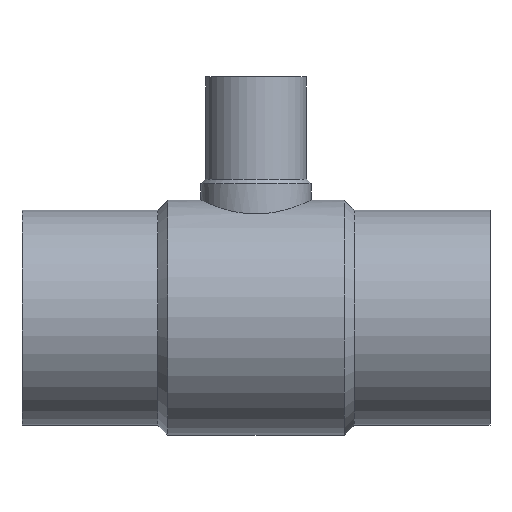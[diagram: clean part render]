
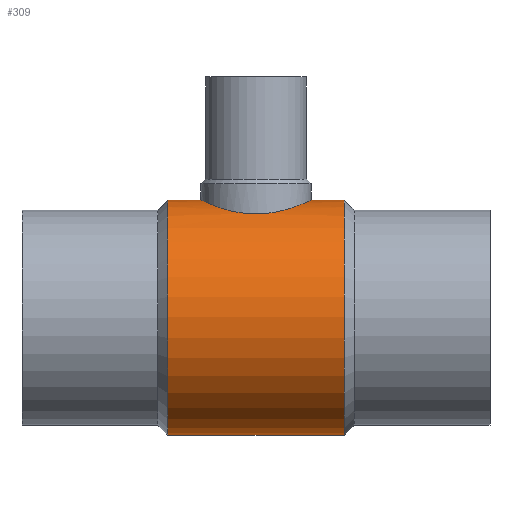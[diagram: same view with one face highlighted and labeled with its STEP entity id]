
A CAD part, top view. The second image highlights one B-rep face of the part: STEP entity #309.
In plain terms, the highlighted cylindrical face has radius 87.3 mm (diameter 174.6 mm), a partial arc.
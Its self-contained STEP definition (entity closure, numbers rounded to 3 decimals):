
#149 = VERTEX_POINT( '', #375 );
#153 = VERTEX_POINT( '', #379 );
#163 = VERTEX_POINT( '', #390 );
#183 = VERTEX_POINT( '', #413 );
#191 = EDGE_CURVE( '', #289, #297, #424, .T. );
#217 = EDGE_CURVE( '', #149, #183, #452, .T. );
#235 = EDGE_CURVE( '', #163, #149, #470, .T. );
#245 = EDGE_CURVE( '', #153, #289, #481, .T. );
#289 = VERTEX_POINT( '', #534 );
#297 = VERTEX_POINT( '', #542 );
#303 = EDGE_CURVE( '', #163, #297, #549, .T. );
#309 = ADVANCED_FACE( '', ( #555 ), #556, .T. );
#325 = EDGE_CURVE( '', #183, #153, #574, .T. );
#375 = CARTESIAN_POINT( '', ( -108.3, -87.3, 0. ) );
#379 = CARTESIAN_POINT( '', ( -133.1, 87.3, 0. ) );
#390 = CARTESIAN_POINT( '', ( -239.7, -87.3, 0. ) );
#413 = CARTESIAN_POINT( '', ( -108.3, 87.3, 0. ) );
#424 = LINE( '', #718, #719 );
#452 = CIRCLE( '', #791, 87.3 );
#470 = LINE( '', #851, #852 );
#481 = B_SPLINE_CURVE_WITH_KNOTS( '', 3, ( #864, #865, #866, #867, #868, #869, #870, #871, #872, #873, #874, #875, #876, #877, #878, #879, #880, #881, #882, #883, #884, #885, #886, #887, #888, #889, #890, #891, #892, #893, #894, #895, #896, #897, #898, #899, #900, #901, #902, #903, #904, #905, #906, #907, #908, #909, #910, #911, #912, #913, #914, #915, #916, #917, #918, #919, #920, #921, #922, #923, #924, #925, #926, #927, #928, #929 ), .UNSPECIFIED., .F., .F., ( 4, 2, 2, 2, 2, 2, 2, 2, 2, 2, 2, 2, 2, 2, 2, 2, 2, 2, 2, 2, 2, 2, 2, 2, 2, 2, 2, 2, 2, 2, 2, 2, 4 ), ( 62.712, 66.628, 70.543, 74.459, 78.374, 82.29, 86.206, 90.121, 94.037, 97.96, 101.884, 105.807, 109.731, 113.654, 117.578, 121.501, 125.425, 129.348, 133.272, 137.195, 141.119, 145.042, 148.966, 152.889, 156.813, 160.728, 164.644, 168.559, 172.475, 176.39, 180.306, 184.221, 188.137 ), .UNSPECIFIED. );
#534 = CARTESIAN_POINT( '', ( -214.9, 87.3, 0. ) );
#542 = CARTESIAN_POINT( '', ( -239.7, 87.3, 0. ) );
#549 = CIRCLE( '', #1112, 87.3 );
#555 = FACE_OUTER_BOUND( '', #1120, .T. );
#556 = CYLINDRICAL_SURFACE( '', #1121, 87.3 );
#574 = LINE( '', #1145, #1146 );
#718 = CARTESIAN_POINT( '', ( -174., 87.3, 0. ) );
#719 = VECTOR( '', #1242, 1. );
#791 = AXIS2_PLACEMENT_3D( '', #1272, #1273, #1274 );
#851 = CARTESIAN_POINT( '', ( -174., -87.3, 0. ) );
#852 = VECTOR( '', #1281, 1. );
#864 = CARTESIAN_POINT( '', ( -133.1, 87.3, 0. ) );
#865 = CARTESIAN_POINT( '', ( -133.1, 87.3, 1.305 ) );
#866 = CARTESIAN_POINT( '', ( -133.163, 87.271, 2.63 ) );
#867 = CARTESIAN_POINT( '', ( -133.422, 87.15, 5.291 ) );
#868 = CARTESIAN_POINT( '', ( -133.618, 87.058, 6.627 ) );
#869 = CARTESIAN_POINT( '', ( -134.145, 86.815, 9.287 ) );
#870 = CARTESIAN_POINT( '', ( -134.477, 86.663, 10.611 ) );
#871 = CARTESIAN_POINT( '', ( -135.272, 86.303, 13.221 ) );
#872 = CARTESIAN_POINT( '', ( -135.735, 86.096, 14.507 ) );
#873 = CARTESIAN_POINT( '', ( -136.785, 85.634, 17.021 ) );
#874 = CARTESIAN_POINT( '', ( -137.372, 85.38, 18.25 ) );
#875 = CARTESIAN_POINT( '', ( -138.659, 84.836, 20.631 ) );
#876 = CARTESIAN_POINT( '', ( -139.358, 84.546, 21.784 ) );
#877 = CARTESIAN_POINT( '', ( -140.853, 83.945, 23.997 ) );
#878 = CARTESIAN_POINT( '', ( -141.648, 83.633, 25.057 ) );
#879 = CARTESIAN_POINT( '', ( -143.313, 83.003, 27.071 ) );
#880 = CARTESIAN_POINT( '', ( -144.184, 82.685, 28.025 ) );
#881 = CARTESIAN_POINT( '', ( -145.977, 82.055, 29.818 ) );
#882 = CARTESIAN_POINT( '', ( -146.932, 81.733, 30.69 ) );
#883 = CARTESIAN_POINT( '', ( -148.948, 81.087, 32.356 ) );
#884 = CARTESIAN_POINT( '', ( -150.008, 80.765, 33.151 ) );
#885 = CARTESIAN_POINT( '', ( -152.221, 80.135, 34.645 ) );
#886 = CARTESIAN_POINT( '', ( -153.373, 79.829, 35.343 ) );
#887 = CARTESIAN_POINT( '', ( -155.752, 79.247, 36.629 ) );
#888 = CARTESIAN_POINT( '', ( -156.98, 78.973, 37.215 ) );
#889 = CARTESIAN_POINT( '', ( -159.491, 78.47, 38.264 ) );
#890 = CARTESIAN_POINT( '', ( -160.776, 78.241, 38.727 ) );
#891 = CARTESIAN_POINT( '', ( -163.384, 77.843, 39.522 ) );
#892 = CARTESIAN_POINT( '', ( -164.707, 77.673, 39.853 ) );
#893 = CARTESIAN_POINT( '', ( -167.366, 77.4, 40.381 ) );
#894 = CARTESIAN_POINT( '', ( -168.703, 77.297, 40.578 ) );
#895 = CARTESIAN_POINT( '', ( -171.366, 77.16, 40.837 ) );
#896 = CARTESIAN_POINT( '', ( -172.692, 77.126, 40.9 ) );
#897 = CARTESIAN_POINT( '', ( -175.308, 77.126, 40.9 ) );
#898 = CARTESIAN_POINT( '', ( -176.634, 77.16, 40.837 ) );
#899 = CARTESIAN_POINT( '', ( -179.297, 77.297, 40.578 ) );
#900 = CARTESIAN_POINT( '', ( -180.634, 77.4, 40.381 ) );
#901 = CARTESIAN_POINT( '', ( -183.293, 77.673, 39.853 ) );
#902 = CARTESIAN_POINT( '', ( -184.616, 77.843, 39.522 ) );
#903 = CARTESIAN_POINT( '', ( -187.224, 78.241, 38.727 ) );
#904 = CARTESIAN_POINT( '', ( -188.509, 78.47, 38.264 ) );
#905 = CARTESIAN_POINT( '', ( -191.02, 78.973, 37.215 ) );
#906 = CARTESIAN_POINT( '', ( -192.248, 79.247, 36.629 ) );
#907 = CARTESIAN_POINT( '', ( -194.627, 79.829, 35.343 ) );
#908 = CARTESIAN_POINT( '', ( -195.779, 80.135, 34.645 ) );
#909 = CARTESIAN_POINT( '', ( -197.992, 80.765, 33.151 ) );
#910 = CARTESIAN_POINT( '', ( -199.052, 81.087, 32.356 ) );
#911 = CARTESIAN_POINT( '', ( -201.068, 81.733, 30.69 ) );
#912 = CARTESIAN_POINT( '', ( -202.023, 82.055, 29.818 ) );
#913 = CARTESIAN_POINT( '', ( -203.816, 82.685, 28.025 ) );
#914 = CARTESIAN_POINT( '', ( -204.687, 83.003, 27.071 ) );
#915 = CARTESIAN_POINT( '', ( -206.352, 83.633, 25.057 ) );
#916 = CARTESIAN_POINT( '', ( -207.147, 83.945, 23.997 ) );
#917 = CARTESIAN_POINT( '', ( -208.642, 84.546, 21.784 ) );
#918 = CARTESIAN_POINT( '', ( -209.341, 84.836, 20.631 ) );
#919 = CARTESIAN_POINT( '', ( -210.628, 85.38, 18.25 ) );
#920 = CARTESIAN_POINT( '', ( -211.215, 85.634, 17.021 ) );
#921 = CARTESIAN_POINT( '', ( -212.265, 86.096, 14.507 ) );
#922 = CARTESIAN_POINT( '', ( -212.728, 86.303, 13.221 ) );
#923 = CARTESIAN_POINT( '', ( -213.523, 86.663, 10.611 ) );
#924 = CARTESIAN_POINT( '', ( -213.855, 86.815, 9.287 ) );
#925 = CARTESIAN_POINT( '', ( -214.382, 87.058, 6.627 ) );
#926 = CARTESIAN_POINT( '', ( -214.578, 87.15, 5.291 ) );
#927 = CARTESIAN_POINT( '', ( -214.837, 87.271, 2.63 ) );
#928 = CARTESIAN_POINT( '', ( -214.9, 87.3, 1.305 ) );
#929 = CARTESIAN_POINT( '', ( -214.9, 87.3, 0. ) );
#1112 = AXIS2_PLACEMENT_3D( '', #1381, #1382, #1383 );
#1120 = EDGE_LOOP( '', ( #1391, #1392, #1393, #1394, #1395, #1396 ) );
#1121 = AXIS2_PLACEMENT_3D( '', #1397, #1398, #1399 );
#1145 = CARTESIAN_POINT( '', ( -174., 87.3, 0. ) );
#1146 = VECTOR( '', #1424, 1. );
#1242 = DIRECTION( '', ( -1., 0., 0. ) );
#1272 = CARTESIAN_POINT( '', ( -108.3, 0., 0. ) );
#1273 = DIRECTION( '', ( -1., 0., 0. ) );
#1274 = DIRECTION( '', ( 0., 1., 0. ) );
#1281 = DIRECTION( '', ( 1., 0., 0. ) );
#1381 = CARTESIAN_POINT( '', ( -239.7, 0., 0. ) );
#1382 = DIRECTION( '', ( -1., 0., 0. ) );
#1383 = DIRECTION( '', ( 0., 1., 0. ) );
#1391 = ORIENTED_EDGE( '', *, *, #325, .T. );
#1392 = ORIENTED_EDGE( '', *, *, #245, .T. );
#1393 = ORIENTED_EDGE( '', *, *, #191, .T. );
#1394 = ORIENTED_EDGE( '', *, *, #303, .F. );
#1395 = ORIENTED_EDGE( '', *, *, #235, .T. );
#1396 = ORIENTED_EDGE( '', *, *, #217, .T. );
#1397 = CARTESIAN_POINT( '', ( -174., 0., 0. ) );
#1398 = DIRECTION( '', ( 1., 0., 0. ) );
#1399 = DIRECTION( '', ( 0., 1., 0. ) );
#1424 = DIRECTION( '', ( -1., 0., 0. ) );
